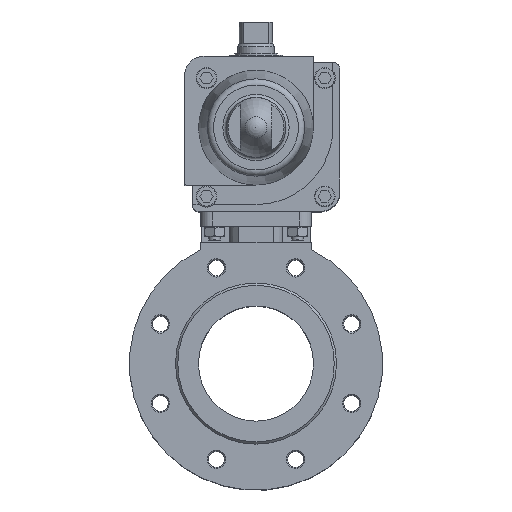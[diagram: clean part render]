
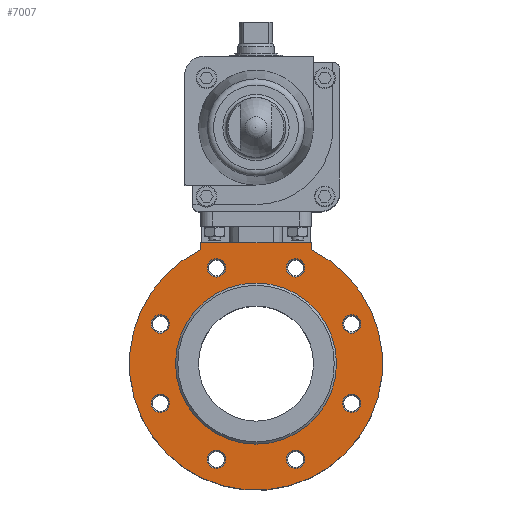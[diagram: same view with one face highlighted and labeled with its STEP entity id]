
A CAD part, top view. The second image highlights one B-rep face of the part: STEP entity #7007.
In plain terms, the highlighted face is planar.
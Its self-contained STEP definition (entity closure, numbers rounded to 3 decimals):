
#282=CIRCLE('',#7578,110.);
#283=CIRCLE('',#7580,8.);
#284=CIRCLE('',#7581,8.);
#285=CIRCLE('',#7582,8.);
#286=CIRCLE('',#7583,8.);
#287=CIRCLE('',#7584,8.);
#288=CIRCLE('',#7585,8.);
#289=CIRCLE('',#7586,8.);
#290=CIRCLE('',#7587,8.);
#291=CIRCLE('',#7588,70.);
#898=ORIENTED_EDGE('',*,*,#2736,.F.);
#899=ORIENTED_EDGE('',*,*,#2737,.F.);
#900=ORIENTED_EDGE('',*,*,#2738,.F.);
#901=ORIENTED_EDGE('',*,*,#2739,.F.);
#902=ORIENTED_EDGE('',*,*,#2740,.F.);
#903=ORIENTED_EDGE('',*,*,#2741,.F.);
#904=ORIENTED_EDGE('',*,*,#2742,.F.);
#905=ORIENTED_EDGE('',*,*,#2743,.F.);
#906=ORIENTED_EDGE('',*,*,#2744,.F.);
#907=ORIENTED_EDGE('',*,*,#2734,.T.);
#908=ORIENTED_EDGE('',*,*,#2745,.T.);
#909=ORIENTED_EDGE('',*,*,#2688,.F.);
#910=ORIENTED_EDGE('',*,*,#2746,.F.);
#2688=EDGE_CURVE('',#3601,#3602,#4314,.T.);
#2734=EDGE_CURVE('',#3640,#3639,#282,.T.);
#2736=EDGE_CURVE('',#3641,#3641,#283,.T.);
#2737=EDGE_CURVE('',#3642,#3642,#284,.T.);
#2738=EDGE_CURVE('',#3643,#3643,#285,.T.);
#2739=EDGE_CURVE('',#3644,#3644,#286,.T.);
#2740=EDGE_CURVE('',#3645,#3645,#287,.T.);
#2741=EDGE_CURVE('',#3646,#3646,#288,.T.);
#2742=EDGE_CURVE('',#3647,#3647,#289,.T.);
#2743=EDGE_CURVE('',#3648,#3648,#290,.T.);
#2744=EDGE_CURVE('',#3649,#3649,#291,.T.);
#2745=EDGE_CURVE('',#3639,#3602,#4331,.T.);
#2746=EDGE_CURVE('',#3640,#3601,#4332,.T.);
#3601=VERTEX_POINT('',#10701);
#3602=VERTEX_POINT('',#10703);
#3639=VERTEX_POINT('',#10790);
#3640=VERTEX_POINT('',#10792);
#3641=VERTEX_POINT('',#10796);
#3642=VERTEX_POINT('',#10798);
#3643=VERTEX_POINT('',#10800);
#3644=VERTEX_POINT('',#10802);
#3645=VERTEX_POINT('',#10804);
#3646=VERTEX_POINT('',#10806);
#3647=VERTEX_POINT('',#10808);
#3648=VERTEX_POINT('',#10810);
#3649=VERTEX_POINT('',#10812);
#4314=LINE('',#10702,#4896);
#4331=LINE('',#10813,#4913);
#4332=LINE('',#10814,#4914);
#4896=VECTOR('',#8487,1000.);
#4913=VECTOR('',#8596,1000.);
#4914=VECTOR('',#8597,1000.);
#5426=EDGE_LOOP('',(#898));
#5427=EDGE_LOOP('',(#899));
#5428=EDGE_LOOP('',(#900));
#5429=EDGE_LOOP('',(#901));
#5430=EDGE_LOOP('',(#902));
#5431=EDGE_LOOP('',(#903));
#5432=EDGE_LOOP('',(#904));
#5433=EDGE_LOOP('',(#905));
#5434=EDGE_LOOP('',(#906));
#5435=EDGE_LOOP('',(#907,#908,#909,#910));
#6102=FACE_BOUND('',#5426,.T.);
#6103=FACE_BOUND('',#5427,.T.);
#6104=FACE_BOUND('',#5428,.T.);
#6105=FACE_BOUND('',#5429,.T.);
#6106=FACE_BOUND('',#5430,.T.);
#6107=FACE_BOUND('',#5431,.T.);
#6108=FACE_BOUND('',#5432,.T.);
#6109=FACE_BOUND('',#5433,.T.);
#6110=FACE_BOUND('',#5434,.T.);
#6111=FACE_BOUND('',#5435,.T.);
#6766=PLANE('',#7579);
#7007=ADVANCED_FACE('',(#6102,#6103,#6104,#6105,#6106,#6107,#6108,#6109,
#6110,#6111),#6766,.F.);
#7578=AXIS2_PLACEMENT_3D('',#10791,#8573,#8574);
#7579=AXIS2_PLACEMENT_3D('',#10794,#8576,#8577);
#7580=AXIS2_PLACEMENT_3D('',#10795,#8578,#8579);
#7581=AXIS2_PLACEMENT_3D('',#10797,#8580,#8581);
#7582=AXIS2_PLACEMENT_3D('',#10799,#8582,#8583);
#7583=AXIS2_PLACEMENT_3D('',#10801,#8584,#8585);
#7584=AXIS2_PLACEMENT_3D('',#10803,#8586,#8587);
#7585=AXIS2_PLACEMENT_3D('',#10805,#8588,#8589);
#7586=AXIS2_PLACEMENT_3D('',#10807,#8590,#8591);
#7587=AXIS2_PLACEMENT_3D('',#10809,#8592,#8593);
#7588=AXIS2_PLACEMENT_3D('',#10811,#8594,#8595);
#8487=DIRECTION('',(-1.,0.,0.));
#8573=DIRECTION('',(0.,0.,-1.));
#8574=DIRECTION('',(-1.,0.,0.));
#8576=DIRECTION('',(0.,0.,1.));
#8577=DIRECTION('',(1.,0.,0.));
#8578=DIRECTION('',(0.,0.,-1.));
#8579=DIRECTION('',(-1.,0.,0.));
#8580=DIRECTION('',(0.,0.,-1.));
#8581=DIRECTION('',(-1.,0.,0.));
#8582=DIRECTION('',(0.,0.,-1.));
#8583=DIRECTION('',(-1.,0.,0.));
#8584=DIRECTION('',(0.,0.,-1.));
#8585=DIRECTION('',(-1.,0.,0.));
#8586=DIRECTION('',(0.,0.,-1.));
#8587=DIRECTION('',(-1.,0.,0.));
#8588=DIRECTION('',(0.,0.,-1.));
#8589=DIRECTION('',(-1.,0.,0.));
#8590=DIRECTION('',(0.,0.,-1.));
#8591=DIRECTION('',(-1.,0.,0.));
#8592=DIRECTION('',(0.,0.,-1.));
#8593=DIRECTION('',(-1.,0.,0.));
#8594=DIRECTION('',(0.,0.,-1.));
#8595=DIRECTION('',(-1.,0.,0.));
#8596=DIRECTION('',(0.,1.,0.));
#8597=DIRECTION('',(0.,1.,0.));
#10701=CARTESIAN_POINT('',(48.,105.,-74.));
#10702=CARTESIAN_POINT('',(0.,105.,-74.));
#10703=CARTESIAN_POINT('',(-48.,105.,-74.));
#10790=CARTESIAN_POINT('',(-48.,98.975,-74.));
#10791=CARTESIAN_POINT('',(0.,0.,-74.));
#10792=CARTESIAN_POINT('',(48.,98.975,-74.));
#10794=CARTESIAN_POINT('',(0.,110.,-74.));
#10795=CARTESIAN_POINT('',(34.442,83.149,-74.));
#10796=CARTESIAN_POINT('',(26.442,83.149,-74.));
#10797=CARTESIAN_POINT('',(83.149,34.442,-74.));
#10798=CARTESIAN_POINT('',(75.149,34.442,-74.));
#10799=CARTESIAN_POINT('',(83.149,-34.442,-74.));
#10800=CARTESIAN_POINT('',(75.149,-34.442,-74.));
#10801=CARTESIAN_POINT('',(34.442,-83.149,-74.));
#10802=CARTESIAN_POINT('',(26.442,-83.149,-74.));
#10803=CARTESIAN_POINT('',(-34.442,-83.149,-74.));
#10804=CARTESIAN_POINT('',(-42.442,-83.149,-74.));
#10805=CARTESIAN_POINT('',(-83.149,-34.442,-74.));
#10806=CARTESIAN_POINT('',(-91.149,-34.442,-74.));
#10807=CARTESIAN_POINT('',(-83.149,34.442,-74.));
#10808=CARTESIAN_POINT('',(-91.149,34.442,-74.));
#10809=CARTESIAN_POINT('',(-34.442,83.149,-74.));
#10810=CARTESIAN_POINT('',(-42.442,83.149,-74.));
#10811=CARTESIAN_POINT('',(0.,0.,-74.));
#10812=CARTESIAN_POINT('',(-70.,0.,-74.));
#10813=CARTESIAN_POINT('',(-48.,-24.4,-74.));
#10814=CARTESIAN_POINT('',(48.,-24.4,-74.));
